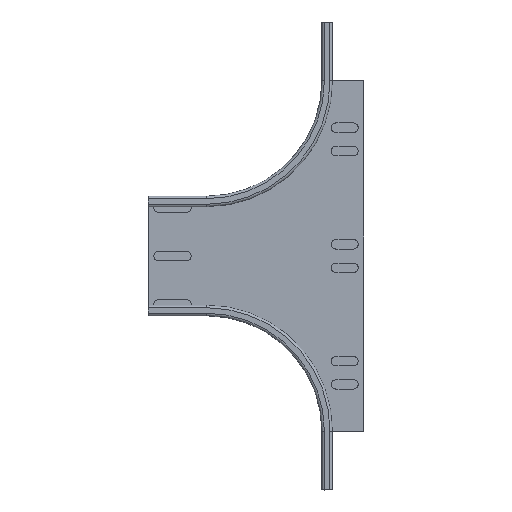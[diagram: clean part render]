
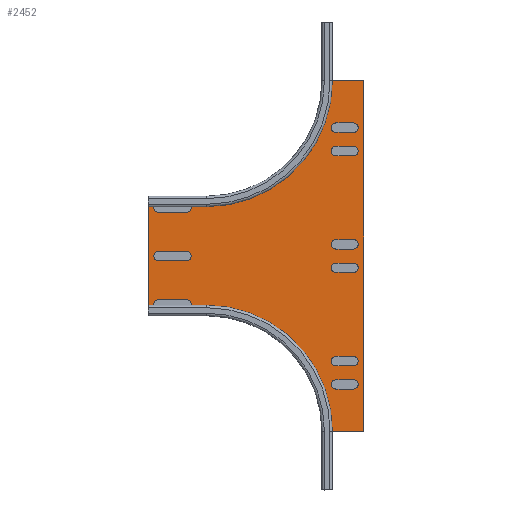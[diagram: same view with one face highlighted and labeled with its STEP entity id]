
A CAD part, top view. The second image highlights one B-rep face of the part: STEP entity #2452.
In plain terms, the highlighted planar face has unit normal (0, 0, 1).
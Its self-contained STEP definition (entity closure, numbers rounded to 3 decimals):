
#206=FACE_OUTER_BOUND('',#352,.T.);
#352=EDGE_LOOP('',(#2011,#2012,#2013,#2014,#2015,#2016,#2017,#2018));
#460=CIRCLE('',#2624,101.6);
#532=CIRCLE('',#2755,101.6);
#636=LINE('',#3921,#838);
#704=LINE('',#4184,#906);
#710=LINE('',#4198,#912);
#716=LINE('',#4209,#918);
#726=LINE('',#4254,#928);
#727=LINE('',#4256,#929);
#838=VECTOR('',#3051,1.);
#906=VECTOR('',#3361,1.);
#912=VECTOR('',#3373,1.);
#918=VECTOR('',#3383,1.);
#928=VECTOR('',#3421,1.);
#929=VECTOR('',#3422,1.);
#1071=VERTEX_POINT('',#3896);
#1078=VERTEX_POINT('',#3915);
#1080=VERTEX_POINT('',#3919);
#1154=VERTEX_POINT('',#4183);
#1159=VERTEX_POINT('',#4197);
#1161=VERTEX_POINT('',#4203);
#1183=VERTEX_POINT('',#4253);
#1184=VERTEX_POINT('',#4255);
#1334=EDGE_CURVE('',#1078,#1080,#636,.T.);
#1343=EDGE_CURVE('',#1078,#1071,#460,.T.);
#1466=EDGE_CURVE('',#1154,#1071,#704,.T.);
#1473=EDGE_CURVE('',#1159,#1154,#710,.T.);
#1479=EDGE_CURVE('',#1161,#1159,#716,.T.);
#1501=EDGE_CURVE('',#1183,#1080,#726,.T.);
#1502=EDGE_CURVE('',#1184,#1183,#727,.T.);
#1503=EDGE_CURVE('',#1184,#1161,#532,.T.);
#2011=ORIENTED_EDGE('',*,*,#1501,.F.);
#2012=ORIENTED_EDGE('',*,*,#1502,.F.);
#2013=ORIENTED_EDGE('',*,*,#1503,.T.);
#2014=ORIENTED_EDGE('',*,*,#1479,.T.);
#2015=ORIENTED_EDGE('',*,*,#1473,.T.);
#2016=ORIENTED_EDGE('',*,*,#1466,.T.);
#2017=ORIENTED_EDGE('',*,*,#1343,.F.);
#2018=ORIENTED_EDGE('',*,*,#1334,.T.);
#2349=PLANE('',#2754);
#2452=ADVANCED_FACE('',(#206),#2349,.F.);
#2624=AXIS2_PLACEMENT_3D('',#3939,#3073,#3074);
#2754=AXIS2_PLACEMENT_3D('',#4252,#3419,#3420);
#2755=AXIS2_PLACEMENT_3D('',#4257,#3423,#3424);
#3051=DIRECTION('',(-1.,0.,0.));
#3073=DIRECTION('center_axis',(0.,0.,1.));
#3074=DIRECTION('ref_axis',(0.,-1.,0.));
#3361=DIRECTION('',(-1.,0.,0.));
#3373=DIRECTION('',(0.,1.,0.));
#3383=DIRECTION('',(1.,0.,0.));
#3419=DIRECTION('center_axis',(0.,0.,-1.));
#3420=DIRECTION('ref_axis',(1.,0.,0.));
#3421=DIRECTION('',(0.,1.,0.));
#3422=DIRECTION('',(-1.,0.,0.));
#3423=DIRECTION('center_axis',(0.,0.,-1.));
#3424=DIRECTION('ref_axis',(0.,1.,0.));
#3896=CARTESIAN_POINT('',(176.239,210.517,-2.));
#3915=CARTESIAN_POINT('',(74.639,108.917,-2.));
#3919=CARTESIAN_POINT('',(24.639,108.917,-2.));
#3921=CARTESIAN_POINT('',(74.639,108.917,-2.));
#3939=CARTESIAN_POINT('Origin',(74.639,210.517,-2.));
#4183=CARTESIAN_POINT('',(209.639,210.517,-2.));
#4184=CARTESIAN_POINT('',(142.139,210.517,-2.));
#4197=CARTESIAN_POINT('',(209.639,-89.883,-2.));
#4198=CARTESIAN_POINT('',(209.639,7.417,-2.));
#4203=CARTESIAN_POINT('',(176.239,-89.883,-2.));
#4209=CARTESIAN_POINT('',(142.139,-89.883,-2.));
#4252=CARTESIAN_POINT('Origin',(74.639,61.117,-2.));
#4253=CARTESIAN_POINT('',(24.639,11.717,-2.));
#4254=CARTESIAN_POINT('',(24.639,11.717,-2.));
#4255=CARTESIAN_POINT('',(74.639,11.717,-2.));
#4256=CARTESIAN_POINT('',(74.639,11.717,-2.));
#4257=CARTESIAN_POINT('Origin',(74.639,-89.883,-2.));
